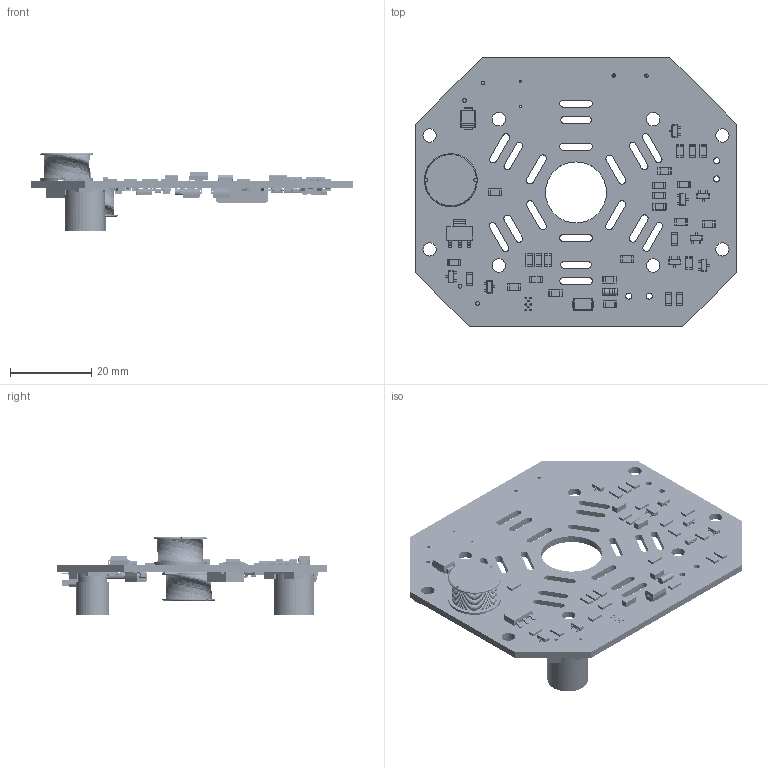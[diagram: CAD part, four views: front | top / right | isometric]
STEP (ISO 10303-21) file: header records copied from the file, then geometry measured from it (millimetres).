
FILE_DESCRIPTION(('Open CASCADE Model'),'2;1');
FILE_NAME('Open CASCADE Shape Model','2020-10-10T01:51:09',('Author'),( 'Open CASCADE'),'Open CASCADE STEP processor 6.8','Open CASCADE 6.8' ,'Unknown');
FILE_SCHEMA(('AUTOMOTIVE_DESIGN { 1 0 10303 214 1 1 1 1 }'));
Length unit declared in the file: millimetre
Products named in the file (222): PCB; Board; Open CASCADE STEP translator 6.8 1.1.1; C5B; 5979919024; base; Open_CASCADE_STEP_translator_6.8_13.1.1; cylinder; Open_CASCADE_STEP_translator_6.8_13.2.1; mark; Open_CASCADE_STEP_translator_6.8_13.3.1; lead; SW1B; Ê3-2346S-K1_v2; VT6B; 6240644576; Open_CASCADE_STEP_translator_6.8_30.1; Body; Open_CASCADE_STEP_translator_6.8_30.2.1; Lead; Trimmed_Lead; tab; Open_CASCADE_STEP_translator_6.8_30.6.1; VD9B; 6263006416; Cylinder; 6263006176; 6263005936; R17B; 5988624848; Mid_Body; Terminal; Open_CASCADE_STEP_translator_6.8_7.2.1; Mark; R16B; 6237056560; R15B; 6024464320; C3B; 6024466480 ...
Assembly tree (311 placements, depth 5):
  PCB
    Board
      Open CASCADE STEP translator 6.8 1.1.1
    C5B
      5979919024
        base
          Open_CASCADE_STEP_translator_6.8_13.1.1
        cylinder
          Open_CASCADE_STEP_translator_6.8_13.2.1
        mark
          Open_CASCADE_STEP_translator_6.8_13.3.1
        lead  x2
    SW1B
      Ê3-2346S-K1_v2
    VT6B
      6240644576
        Open_CASCADE_STEP_translator_6.8_30.1
        Body
          Open_CASCADE_STEP_translator_6.8_30.2.1
        Lead  x2
        Trimmed_Lead
        tab
          Open_CASCADE_STEP_translator_6.8_30.6.1
    VD9B
      6263006416  x2
        Cylinder
      6263006176
        Cylinder
      6263005936
        Cylinder
    R17B
      5988624848
        Mid_Body
        Terminal  x2
          Open_CASCADE_STEP_translator_6.8_7.2.1
        Mark
    R16B
      6237056560
        Mid_Body
        Terminal  x2
          Open_CASCADE_STEP_translator_6.8_7.2.1
        Mark
    R15B
      6024464320
        Mid_Body
        Terminal  x2
          Open_CASCADE_STEP_translator_6.8_7.2.1
        Mark
    C3B
      6024466480
        Terminal
          Open_CASCADE_STEP_translator_6.8_7.1.1
          Open_CASCADE_STEP_translator_6.8_7.1.2
        Mid_Body
          Open_CASCADE_STEP_translator_6.8_7.2.1
    C6T
      6024468560
        Terminal
          Open_CASCADE_STEP_translator_6.8_7.1.1
          Open_CASCADE_STEP_translator_6.8_7.1.2
Bounding box: 79 x 66.2 x 19.19 mm (x, y, z)
Volume: 9852.9 mm3; surface area: 16768.3 mm2
Topology: 303 solids, 308 shells, 4701 faces, 10234 edges, 5945 vertices
Faces by surface type: plane 3298, cylinder 1033, sphere 204, bspline 158, cone 8
Full cylindrical faces by diameter (mm): 0.4 x8, 0.5 x4, 0.8 x2, 0.844 x1, 0.9 x6, 1.5 x4, 1.64 x4, 1.642 x4, 1.7 x8, 3.3 x8, 7.088 x1, 8.1 x1, 8.75 x1, 10 x1, 15 x1
Entity records: 61438 total; most frequent: CARTESIAN_POINT 23194, DIRECTION 7199, ORIENTED_EDGE 6526, EDGE_CURVE 3267, AXIS2_PLACEMENT_3D 2471, LINE 2257, VECTOR 2257, VERTEX_POINT 1930
